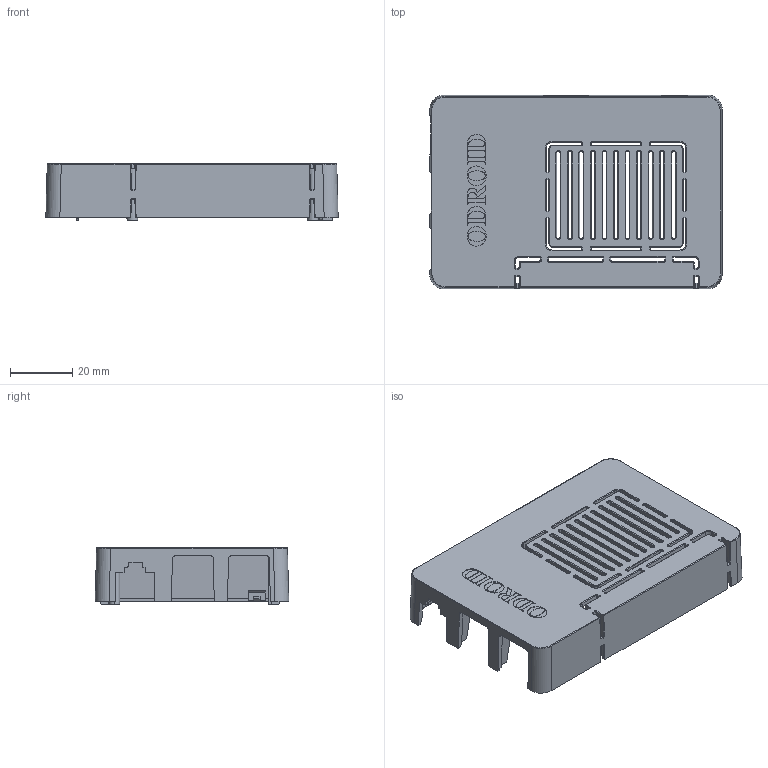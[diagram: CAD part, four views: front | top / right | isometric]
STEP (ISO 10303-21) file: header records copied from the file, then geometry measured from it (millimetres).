
FILE_DESCRIPTION (( 'STEP AP214' ), '1' );
FILE_NAME ('CASE_7_TOP_COVER_200327.STEP', '2020-03-27T04:16:43', ( '' ), ( '' ), 'SwSTEP 2.0', 'SolidWorks 2016', '' );
FILE_SCHEMA (( 'AUTOMOTIVE_DESIGN' ));
Length unit declared in the file: millimetre
Products named in the file (1): CASE_7_TOP_COVER_200327
Bounding box: 93.9 x 62.2 x 18.3 mm (x, y, z)
Volume: 14151.5 mm3; surface area: 21834.8 mm2
Topology: 1 solids, 1 shells, 800 faces, 2131 edges, 1342 vertices
Faces by surface type: plane 314, cylinder 215, bspline 197, cone 40, torus 30, sphere 4
Entity records: 26453 total; most frequent: CARTESIAN_POINT 8228, ORIENTED_EDGE 4262, DIRECTION 3128, EDGE_CURVE 2131, VERTEX_POINT 1342, VECTOR 1252, LINE 1252, AXIS2_PLACEMENT_3D 938
